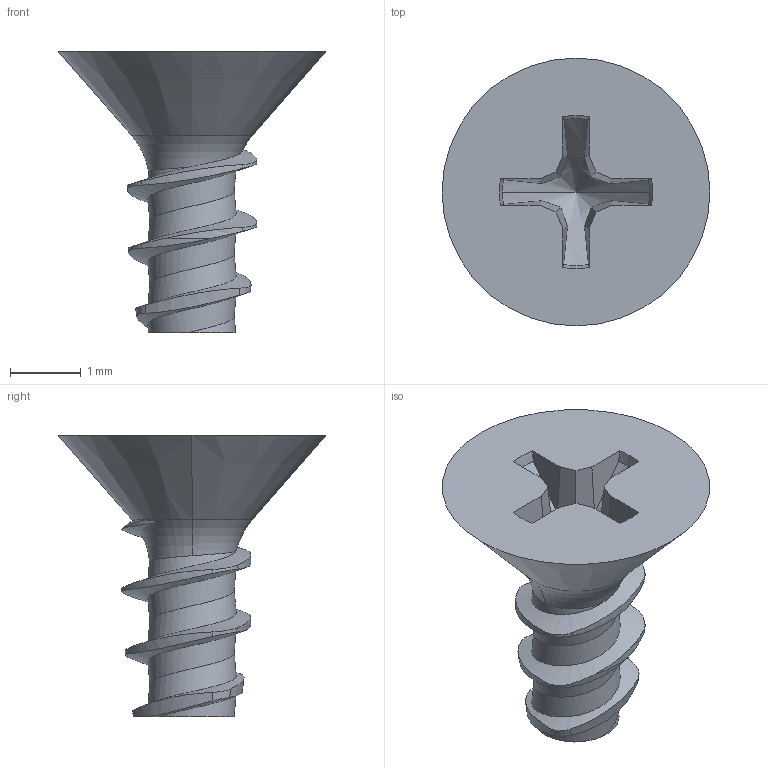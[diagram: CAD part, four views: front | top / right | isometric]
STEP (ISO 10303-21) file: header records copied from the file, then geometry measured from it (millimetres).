
FILE_DESCRIPTION (( 'STEP AP203' ), '1' );
FILE_NAME ('90434A183_Steel Flat Head Thread-Forming Screws for Plastic.STEP', '2022-09-06T14:49:01', ( 'Administrator' ), ( 'Managed by Terraform' ), 'SwSTEP 2.0', 'SolidWorks 2017', '' );
FILE_SCHEMA (( 'CONFIG_CONTROL_DESIGN' ));
Length unit declared in the file: millimetre
Products named in the file (1): 90434A183_Steel Flat Head Thread-Forming Screws for Plastic
Bounding box: 3.8 x 3.8 x 4 mm (x, y, z)
Volume: 10.6 mm3; surface area: 48.2 mm2
Topology: 1 solids, 1 shells, 63 faces, 177 edges, 115 vertices
Faces by surface type: cone 24, plane 18, cylinder 14, bspline 4, torus 3
Entity records: 3132 total; most frequent: CARTESIAN_POINT 1615, ORIENTED_EDGE 350, DIRECTION 230, EDGE_CURVE 175, VERTEX_POINT 115, B_SPLINE_CURVE_WITH_KNOTS 88, AXIS2_PLACEMENT_3D 86, EDGE_LOOP 64
